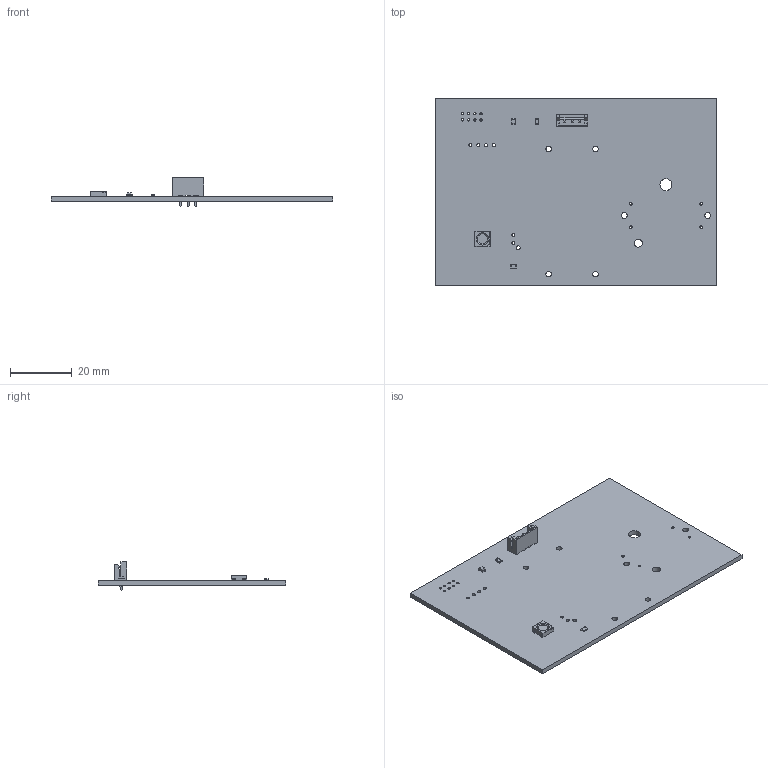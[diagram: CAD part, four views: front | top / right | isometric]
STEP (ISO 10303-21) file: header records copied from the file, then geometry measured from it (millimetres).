
FILE_DESCRIPTION(('KiCad electronic assembly'),'2;1');
FILE_NAME('514 pcb design.step','2024-02-12T15:08:02',('Pcbnew'),( 'Kicad'),'Open CASCADE STEP processor 7.7','KiCad to STEP converter' ,'Unknown');
FILE_SCHEMA(('AUTOMOTIVE_DESIGN { 1 0 10303 214 1 1 1 1 }'));
Length unit declared in the file: millimetre
Products named in the file (10): 514 pcb design 1; R_0805_2012Metric; LED_SK6812_PLCC4_5.0x5.0mm_P3.2mm; LED_SK6812_PLCC4_50x50mm_P32mm; JST_EH_B3B-EH-A_1x03_P2.50mm_Vertical; JST_B3B_EH_A; LED_0805_2012Metric; 514 pcb design PCB
Assembly tree (10 placements, depth 3):
  514 pcb design 1
    R_0805_2012Metric  x2
      R_0805_2012Metric
    LED_SK6812_PLCC4_5.0x5.0mm_P3.2mm
      LED_SK6812_PLCC4_50x50mm_P32mm
    JST_EH_B3B-EH-A_1x03_P2.50mm_Vertical
      JST_B3B_EH_A
    LED_0805_2012Metric
      LED_0805_2012Metric
    514 pcb design PCB
Bounding box: 91.44 x 60.96 x 9.2 mm (x, y, z)
Volume: 8981.3 mm3; surface area: 12182.3 mm2
Topology: 6 solids, 6 shells, 310 faces, 844 edges, 550 vertices
Faces by surface type: plane 233, cylinder 76, cone 1
Full cylindrical faces by diameter (mm): 0.75 x8, 0.85 x4, 0.95 x5, 1 x4, 1.25 x1, 1.8 x4, 1.9 x2, 2.6 x1, 3.333 x1, 3.9 x1
Entity records: 21544 total; most frequent: CARTESIAN_POINT 3927, DIRECTION 2947, LINE 2060, VECTOR 2060, ORIENTED_EDGE 1552, PCURVE 1552, DEFINITIONAL_REPRESENTATION 1552, EDGE_CURVE 776
